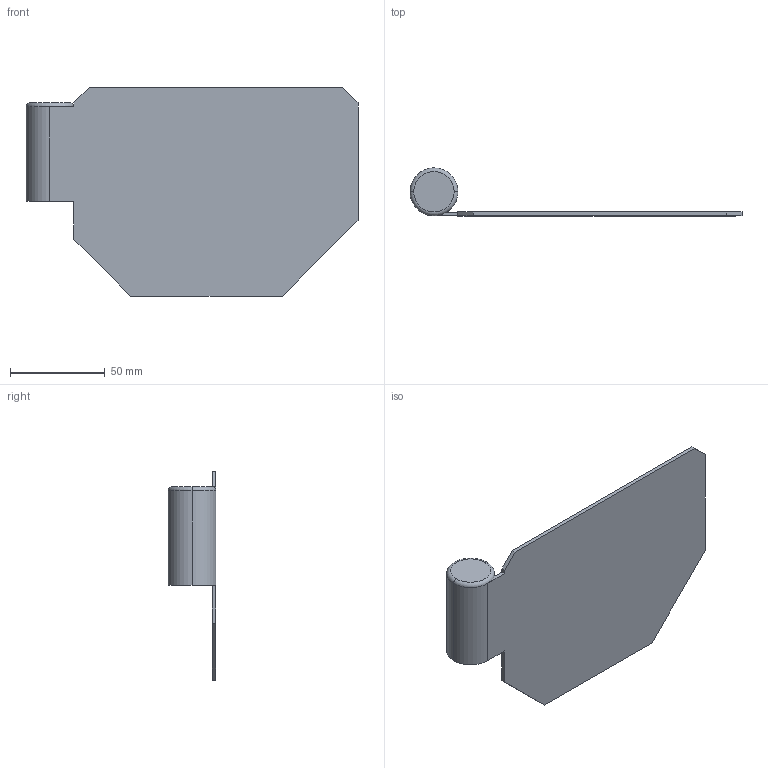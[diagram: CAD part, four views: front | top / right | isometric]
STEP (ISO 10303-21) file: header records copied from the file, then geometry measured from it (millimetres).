
FILE_DESCRIPTION (( 'STEP AP214' ), '1' );
FILE_NAME ('5.STEP', '2022-08-10T02:23:13', ( '' ), ( '' ), 'SwSTEP 2.0', 'SolidWorks 2022', '' );
FILE_SCHEMA (( 'AUTOMOTIVE_DESIGN' ));
Length unit declared in the file: metre
Products named in the file (1): 5
Bounding box: 175.3 x 25.3 x 110 mm (x, y, z)
Volume: 39433.7 mm3; surface area: 40220.8 mm2
Topology: 1 solids, 1 shells, 22 faces, 53 edges, 34 vertices
Faces by surface type: plane 15, cylinder 5, torus 2
Entity records: 674 total; most frequent: DIRECTION 114, CARTESIAN_POINT 110, ORIENTED_EDGE 106, EDGE_CURVE 53, VECTOR 38, LINE 38, AXIS2_PLACEMENT_3D 38, VERTEX_POINT 34
